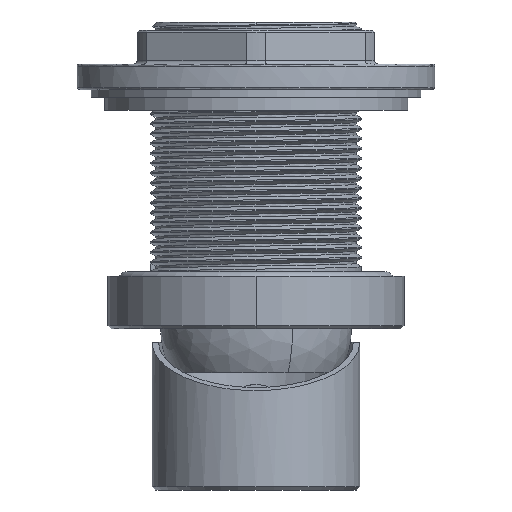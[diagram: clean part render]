
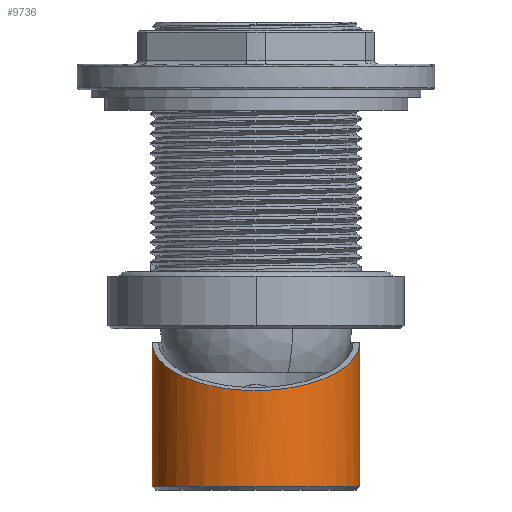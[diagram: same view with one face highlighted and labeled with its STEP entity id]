
A CAD part, front view. The second image highlights one B-rep face of the part: STEP entity #9736.
In plain terms, the highlighted cylindrical face has radius 15.75 mm (diameter 31.5 mm), a partial arc.
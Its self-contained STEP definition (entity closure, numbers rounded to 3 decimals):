
#629 = EDGE_CURVE ( 'NONE', #8748, #7287, #3894, .T. ) ;
#1230 = CARTESIAN_POINT ( 'NONE',  ( 0., 0., -36.4 ) ) ;
#1286 = AXIS2_PLACEMENT_3D ( 'NONE', #10498, #5728, #9364 ) ;
#1436 = EDGE_CURVE ( 'NONE', #8748, #2893, #7320, .T. ) ;
#2893 = VERTEX_POINT ( 'NONE', #7212 ) ;
#3394 = ORIENTED_EDGE ( 'NONE', *, *, #4685, .T. ) ;
#3400 = LINE ( 'NONE', #4397, #4956 ) ;
#3504 = DIRECTION ( 'NONE',  ( 0., 0., 1. ) ) ;
#3567 = CARTESIAN_POINT ( 'NONE',  ( 15.75, 0., -14. ) ) ;
#3583 = AXIS2_PLACEMENT_3D ( 'NONE', #1230, #4107, #7925 ) ;
#3894 = CIRCLE ( 'NONE', #1286, 15.75 ) ;
#4107 = DIRECTION ( 'NONE',  ( 0., 0., 1. ) ) ;
#4397 = CARTESIAN_POINT ( 'NONE',  ( 15.75, 0., -36.4 ) ) ;
#4543 =( BOUNDED_CURVE ( )  B_SPLINE_CURVE ( 3, ( #9513, #5502, #5625, #10204 ),
 .UNSPECIFIED., .F., .F. ) 
 B_SPLINE_CURVE_WITH_KNOTS ( ( 4, 4 ),
 ( 1.571, 4.712 ),
 .UNSPECIFIED. ) 
 CURVE ( )  GEOMETRIC_REPRESENTATION_ITEM ( )  RATIONAL_B_SPLINE_CURVE ( ( 1., 0.333, 0.333, 1. ) ) 
 REPRESENTATION_ITEM ( '' )  );
#4685 = EDGE_CURVE ( 'NONE', #4728, #2893, #4543, .T. ) ;
#4728 = VERTEX_POINT ( 'NONE', #3567 ) ;
#4894 = VECTOR ( 'NONE', #3504, 1000. ) ;
#4956 = VECTOR ( 'NONE', #8279, 1000. ) ;
#5004 = EDGE_LOOP ( 'NONE', ( #7298, #11865, #11858, #3394 ) ) ;
#5502 = CARTESIAN_POINT ( 'NONE',  ( 15.75, -31.5, -28.689 ) ) ;
#5625 = CARTESIAN_POINT ( 'NONE',  ( -15.75, -31.5, -28.689 ) ) ;
#5728 = DIRECTION ( 'NONE',  ( 0., 0., 1. ) ) ;
#5978 = CYLINDRICAL_SURFACE ( 'NONE', #3583, 15.75 ) ;
#6921 = FACE_OUTER_BOUND ( 'NONE', #5004, .T. ) ;
#7212 = CARTESIAN_POINT ( 'NONE',  ( -15.75, 0., -14. ) ) ;
#7287 = VERTEX_POINT ( 'NONE', #12236 ) ;
#7298 = ORIENTED_EDGE ( 'NONE', *, *, #1436, .F. ) ;
#7320 = LINE ( 'NONE', #12078, #4894 ) ;
#7518 = EDGE_CURVE ( 'NONE', #7287, #4728, #3400, .T. ) ;
#7925 = DIRECTION ( 'NONE',  ( 1., 0., 0. ) ) ;
#8279 = DIRECTION ( 'NONE',  ( 0., 0., 1. ) ) ;
#8748 = VERTEX_POINT ( 'NONE', #10035 ) ;
#9364 = DIRECTION ( 'NONE',  ( -1., 0., 0. ) ) ;
#9513 = CARTESIAN_POINT ( 'NONE',  ( 15.75, 0., -14. ) ) ;
#9736 = ADVANCED_FACE ( 'NONE', ( #6921 ), #5978, .T. ) ;
#10035 = CARTESIAN_POINT ( 'NONE',  ( -15.75, 0., -35.9 ) ) ;
#10204 = CARTESIAN_POINT ( 'NONE',  ( -15.75, 0., -14. ) ) ;
#10498 = CARTESIAN_POINT ( 'NONE',  ( 0., 0., -35.9 ) ) ;
#11858 = ORIENTED_EDGE ( 'NONE', *, *, #7518, .T. ) ;
#11865 = ORIENTED_EDGE ( 'NONE', *, *, #629, .T. ) ;
#12078 = CARTESIAN_POINT ( 'NONE',  ( -15.75, 0., -36.4 ) ) ;
#12236 = CARTESIAN_POINT ( 'NONE',  ( 15.75, 0., -35.9 ) ) ;
